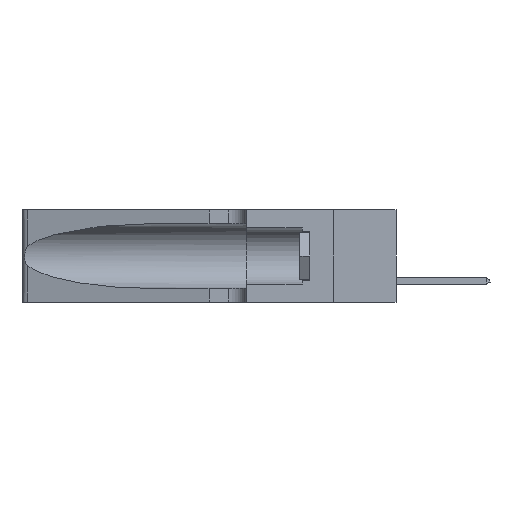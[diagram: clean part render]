
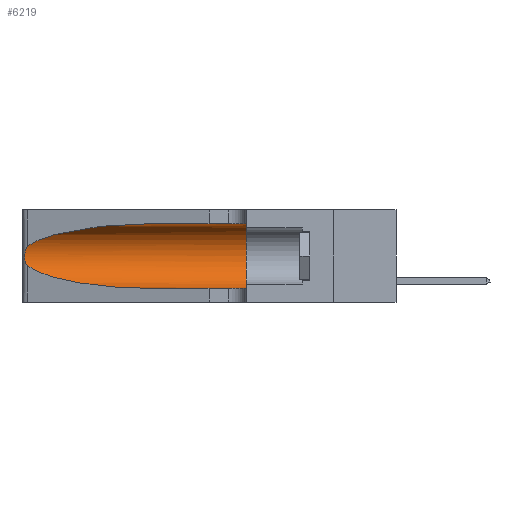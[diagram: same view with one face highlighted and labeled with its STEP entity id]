
A CAD part, left-side view. The second image highlights one B-rep face of the part: STEP entity #6219.
In plain terms, the highlighted cylindrical face has radius 3.308 mm (diameter 6.617 mm), a partial arc.
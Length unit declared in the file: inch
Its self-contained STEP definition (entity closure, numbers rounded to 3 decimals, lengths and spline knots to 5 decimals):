
#215 = ORIENTED_EDGE ( 'NONE', *, *, #12600, .T. ) ;
#662 = CARTESIAN_POINT ( 'NONE',  ( 0.1305, 0.72297, 0.05475 ) ) ;
#903 = CARTESIAN_POINT ( 'NONE',  ( 0.25487, 1.22718, 0.14631 ) ) ;
#1412 = CARTESIAN_POINT ( 'NONE',  ( 0.1305, 1.61858, 0.05475 ) ) ;
#1592 = CARTESIAN_POINT ( 'NONE',  ( 0.25787, 1.23484, 0.2124 ) ) ;
#2673 = B_SPLINE_CURVE_WITH_KNOTS ( 'NONE', 3,
 ( #5314, #5410, #25136, #1592, #9564, #11208, #17109, #23463, #25503, #19263, #3326, #15213, #11371, #5223 ),
 .UNSPECIFIED., .F., .F.,
 ( 4, 2, 2, 2, 2, 2, 4 ),
 ( 0., 0.00027, 0.00053, 0.00107, 0.0016, 0.00187, 0.00214 ),
 .UNSPECIFIED. ) ;
#3185 = CARTESIAN_POINT ( 'NONE',  ( 0.18966, 0.96281, 0.05475 ) ) ;
#3326 = CARTESIAN_POINT ( 'NONE',  ( 0.25789, 1.23486, 0.15765 ) ) ;
#3406 = VERTEX_POINT ( 'NONE', #903 ) ;
#4403 = AXIS2_PLACEMENT_3D ( 'NONE', #22350, #16337, #18222 ) ;
#5223 = CARTESIAN_POINT ( 'NONE',  ( 0.25487, 1.22718, 0.14631 ) ) ;
#5314 = CARTESIAN_POINT ( 'NONE',  ( 0.25487, 1.22718, 0.22369 ) ) ;
#5410 = CARTESIAN_POINT ( 'NONE',  ( 0.25555, 1.22994, 0.2215 ) ) ;
#5456 = AXIS2_PLACEMENT_3D ( 'NONE', #22761, #17015, #8941 ) ;
#5502 = EDGE_CURVE ( 'NONE', #11278, #16211, #21118, .T. ) ;
#5619 = EDGE_CURVE ( 'NONE', #16211, #23569, #16138, .T. ) ;
#5714 = ORIENTED_EDGE ( 'NONE', *, *, #10948, .T. ) ;
#5727 = ORIENTED_EDGE ( 'NONE', *, *, #12928, .T. ) ;
#6136 = CYLINDRICAL_SURFACE ( 'NONE', #5456, 0.13025 ) ;
#6153 =( BOUNDED_CURVE ( )  B_SPLINE_CURVE ( 3, ( #24704, #12769, #17493, #11812 ),
 .UNSPECIFIED., .F., .F. ) 
 B_SPLINE_CURVE_WITH_KNOTS ( ( 4, 4 ),
 ( 1.5708, 2.84003 ),
 .UNSPECIFIED. ) 
 CURVE ( )  GEOMETRIC_REPRESENTATION_ITEM ( )  RATIONAL_B_SPLINE_CURVE ( ( 1., 0.87, 0.87, 1. ) ) 
 REPRESENTATION_ITEM ( '' )  );
#6219 = ADVANCED_FACE ( 'NONE', ( #23575 ), #6136, .F. ) ;
#7762 = VECTOR ( 'NONE', #9532, 39.37008 ) ;
#8941 = DIRECTION ( 'NONE',  ( 0., 0., -1. ) ) ;
#9532 = DIRECTION ( 'NONE',  ( 0., -1., 0. ) ) ;
#9564 = CARTESIAN_POINT ( 'NONE',  ( 0.25854, 1.2359, 0.20912 ) ) ;
#9654 = CARTESIAN_POINT ( 'NONE',  ( 0.1305, 0.35, 0.05475 ) ) ;
#10948 = EDGE_CURVE ( 'NONE', #19551, #23569, #16794, .T. ) ;
#11208 = CARTESIAN_POINT ( 'NONE',  ( 0.26018, 1.23835, 0.19895 ) ) ;
#11278 = VERTEX_POINT ( 'NONE', #15842 ) ;
#11371 = CARTESIAN_POINT ( 'NONE',  ( 0.25555, 1.22993, 0.14849 ) ) ;
#11812 = CARTESIAN_POINT ( 'NONE',  ( 0.25487, 1.22718, 0.22369 ) ) ;
#11822 = VECTOR ( 'NONE', #17104, 39.37008 ) ;
#12024 = ORIENTED_EDGE ( 'NONE', *, *, #5619, .F. ) ;
#12600 = EDGE_CURVE ( 'NONE', #18132, #3406, #2673, .T. ) ;
#12769 = CARTESIAN_POINT ( 'NONE',  ( 0.18966, 0.96281, 0.31525 ) ) ;
#12928 = EDGE_CURVE ( 'NONE', #3406, #19551, #20631, .T. ) ;
#13119 = CARTESIAN_POINT ( 'NONE',  ( 0.2373, 1.15595, 0.08982 ) ) ;
#14690 = ORIENTED_EDGE ( 'NONE', *, *, #17845, .T. ) ;
#15173 = CARTESIAN_POINT ( 'NONE',  ( 0.1305, 0.35, 0.31525 ) ) ;
#15213 = CARTESIAN_POINT ( 'NONE',  ( 0.25639, 1.23186, 0.15144 ) ) ;
#15842 = CARTESIAN_POINT ( 'NONE',  ( 0.1305, 0.72297, 0.31525 ) ) ;
#15894 = CARTESIAN_POINT ( 'NONE',  ( 0.25487, 1.22718, 0.22369 ) ) ;
#16138 = CIRCLE ( 'NONE', #4403, 0.13025 ) ;
#16211 = VERTEX_POINT ( 'NONE', #15173 ) ;
#16337 = DIRECTION ( 'NONE',  ( 0., 1., 0. ) ) ;
#16794 = LINE ( 'NONE', #1412, #11822 ) ;
#17015 = DIRECTION ( 'NONE',  ( 0., -1., 0. ) ) ;
#17104 = DIRECTION ( 'NONE',  ( 0., -1., 0. ) ) ;
#17109 = CARTESIAN_POINT ( 'NONE',  ( 0.26075, 1.23896, 0.19203 ) ) ;
#17493 = CARTESIAN_POINT ( 'NONE',  ( 0.2373, 1.15595, 0.28018 ) ) ;
#17845 = EDGE_CURVE ( 'NONE', #11278, #18132, #6153, .T. ) ;
#18132 = VERTEX_POINT ( 'NONE', #15894 ) ;
#18222 = DIRECTION ( 'NONE',  ( 0., 0., 1. ) ) ;
#19263 = CARTESIAN_POINT ( 'NONE',  ( 0.25856, 1.23593, 0.16098 ) ) ;
#19551 = VERTEX_POINT ( 'NONE', #662 ) ;
#20631 =( BOUNDED_CURVE ( )  B_SPLINE_CURVE ( 3, ( #20686, #13119, #3185, #22969 ),
 .UNSPECIFIED., .F., .T. ) 
 B_SPLINE_CURVE_WITH_KNOTS ( ( 4, 4 ),
 ( 3.44316, 4.71239 ),
 .UNSPECIFIED. ) 
 CURVE ( )  GEOMETRIC_REPRESENTATION_ITEM ( )  RATIONAL_B_SPLINE_CURVE ( ( 1., 0.87, 0.87, 1. ) ) 
 REPRESENTATION_ITEM ( '' )  );
#20686 = CARTESIAN_POINT ( 'NONE',  ( 0.25487, 1.22718, 0.14631 ) ) ;
#21118 = LINE ( 'NONE', #25378, #7762 ) ;
#22350 = CARTESIAN_POINT ( 'NONE',  ( 0.1305, 0.35, 0.185 ) ) ;
#22761 = CARTESIAN_POINT ( 'NONE',  ( 0.1305, 1.61858, 0.185 ) ) ;
#22969 = CARTESIAN_POINT ( 'NONE',  ( 0.1305, 0.72297, 0.05475 ) ) ;
#23463 = CARTESIAN_POINT ( 'NONE',  ( 0.26075, 1.23896, 0.178 ) ) ;
#23569 = VERTEX_POINT ( 'NONE', #9654 ) ;
#23575 = FACE_OUTER_BOUND ( 'NONE', #23926, .T. ) ;
#23705 = ORIENTED_EDGE ( 'NONE', *, *, #5502, .F. ) ;
#23926 = EDGE_LOOP ( 'NONE', ( #14690, #215, #5727, #5714, #12024, #23705 ) ) ;
#24704 = CARTESIAN_POINT ( 'NONE',  ( 0.1305, 0.72297, 0.31525 ) ) ;
#25136 = CARTESIAN_POINT ( 'NONE',  ( 0.25639, 1.23184, 0.21858 ) ) ;
#25378 = CARTESIAN_POINT ( 'NONE',  ( 0.1305, 1.61858, 0.31525 ) ) ;
#25503 = CARTESIAN_POINT ( 'NONE',  ( 0.26017, 1.23833, 0.17102 ) ) ;
